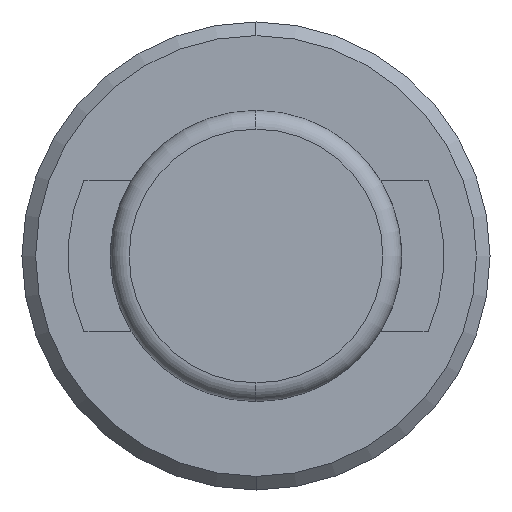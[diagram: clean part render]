
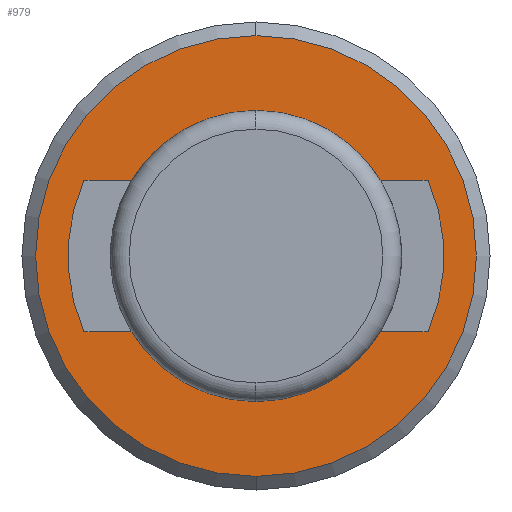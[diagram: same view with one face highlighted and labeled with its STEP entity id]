
A CAD part, left-side view. The second image highlights one B-rep face of the part: STEP entity #979.
In plain terms, the highlighted planar face has unit normal (-1, 0, 0).
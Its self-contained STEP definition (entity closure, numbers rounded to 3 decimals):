
#10 = EDGE_CURVE ( 'NONE', #876, #894, #1144, .T. ) ;
#38 = CARTESIAN_POINT ( 'NONE',  ( 36.1, 0., 8.05 ) ) ;
#74 = DIRECTION ( 'NONE',  ( 0., 0., 1. ) ) ;
#75 = VECTOR ( 'NONE', #206, 1000. ) ;
#84 = CARTESIAN_POINT ( 'NONE',  ( 36.1, -18.308, 8.05 ) ) ;
#87 = CARTESIAN_POINT ( 'NONE',  ( 36.1, 0., 8.05 ) ) ;
#88 = VERTEX_POINT ( 'NONE', #618 ) ;
#106 = AXIS2_PLACEMENT_3D ( 'NONE', #1114, #1339, #374 ) ;
#109 = VERTEX_POINT ( 'NONE', #256 ) ;
#148 = VECTOR ( 'NONE', #845, 1000. ) ;
#150 = CARTESIAN_POINT ( 'NONE',  ( 36.1, 13.246, -8.05 ) ) ;
#165 = VECTOR ( 'NONE', #820, 1000. ) ;
#178 = ORIENTED_EDGE ( 'NONE', *, *, #390, .T. ) ;
#206 = DIRECTION ( 'NONE',  ( 0., 1., 0. ) ) ;
#211 = EDGE_CURVE ( 'NONE', #959, #1221, #471, .T. ) ;
#222 = AXIS2_PLACEMENT_3D ( 'NONE', #1277, #616, #1391 ) ;
#235 = CIRCLE ( 'NONE', #1149, 15.5 ) ;
#256 = CARTESIAN_POINT ( 'NONE',  ( 36.1, 0., 23.45 ) ) ;
#259 = VERTEX_POINT ( 'NONE', #150 ) ;
#275 = CARTESIAN_POINT ( 'NONE',  ( 36.1, 0., 0. ) ) ;
#286 = CARTESIAN_POINT ( 'NONE',  ( 36.1, -13.246, -8.05 ) ) ;
#295 = CARTESIAN_POINT ( 'NONE',  ( 36.1, 0., -8.05 ) ) ;
#315 = EDGE_LOOP ( 'NONE', ( #769, #1338, #178, #905, #488, #1345, #811, #658, #954, #1374 ) ) ;
#324 = EDGE_CURVE ( 'NONE', #109, #1169, #1294, .T. ) ;
#330 = LINE ( 'NONE', #87, #623 ) ;
#332 = VERTEX_POINT ( 'NONE', #1165 ) ;
#350 = VERTEX_POINT ( 'NONE', #84 ) ;
#374 = DIRECTION ( 'NONE',  ( 0., 0., 1. ) ) ;
#377 = CARTESIAN_POINT ( 'NONE',  ( 36.1, -18.308, -8.05 ) ) ;
#390 = EDGE_CURVE ( 'NONE', #259, #876, #1218, .T. ) ;
#391 = DIRECTION ( 'NONE',  ( 0., 0., 1. ) ) ;
#408 = DIRECTION ( 'NONE',  ( 0., 0., -1. ) ) ;
#441 = CIRCLE ( 'NONE', #462, 15.5 ) ;
#449 = CARTESIAN_POINT ( 'NONE',  ( 36.1, 0., 0. ) ) ;
#462 = AXIS2_PLACEMENT_3D ( 'NONE', #1416, #742, #74 ) ;
#464 = LINE ( 'NONE', #38, #165 ) ;
#470 = DIRECTION ( 'NONE',  ( 1., 0., 0. ) ) ;
#471 = CIRCLE ( 'NONE', #1026, 15.5 ) ;
#488 = ORIENTED_EDGE ( 'NONE', *, *, #1293, .T. ) ;
#491 = DIRECTION ( 'NONE',  ( -1., 0., 0. ) ) ;
#522 = CARTESIAN_POINT ( 'NONE',  ( 36.1, 0., -23.45 ) ) ;
#530 = CARTESIAN_POINT ( 'NONE',  ( 36.1, 0., -15.5 ) ) ;
#557 = DIRECTION ( 'NONE',  ( 0., 0., 1. ) ) ;
#609 = EDGE_CURVE ( 'NONE', #909, #332, #235, .T. ) ;
#616 = DIRECTION ( 'NONE',  ( 1., 0., 0. ) ) ;
#617 = DIRECTION ( 'NONE',  ( -1., 0., 0. ) ) ;
#618 = CARTESIAN_POINT ( 'NONE',  ( 36.1, -13.246, 8.05 ) ) ;
#620 = PLANE ( 'NONE',  #1128 ) ;
#623 = VECTOR ( 'NONE', #754, 1000. ) ;
#657 = EDGE_CURVE ( 'NONE', #1221, #259, #1084, .T. ) ;
#658 = ORIENTED_EDGE ( 'NONE', *, *, #800, .T. ) ;
#689 = DIRECTION ( 'NONE',  ( 0., 0., 1. ) ) ;
#732 = DIRECTION ( 'NONE',  ( 0., 0., 1. ) ) ;
#742 = DIRECTION ( 'NONE',  ( 1., 0., 0. ) ) ;
#743 = ORIENTED_EDGE ( 'NONE', *, *, #1394, .T. ) ;
#754 = DIRECTION ( 'NONE',  ( 0., -1., 0. ) ) ;
#759 = EDGE_CURVE ( 'NONE', #332, #88, #441, .T. ) ;
#763 = CARTESIAN_POINT ( 'NONE',  ( 36.1, 0., 0. ) ) ;
#765 = CARTESIAN_POINT ( 'NONE',  ( 36.1, 18.308, -8.05 ) ) ;
#769 = ORIENTED_EDGE ( 'NONE', *, *, #211, .T. ) ;
#777 = LINE ( 'NONE', #295, #148 ) ;
#800 = EDGE_CURVE ( 'NONE', #88, #350, #330, .T. ) ;
#801 = CARTESIAN_POINT ( 'NONE',  ( 36.1, 0., 0. ) ) ;
#811 = ORIENTED_EDGE ( 'NONE', *, *, #759, .T. ) ;
#820 = DIRECTION ( 'NONE',  ( 0., -1., 0. ) ) ;
#830 = CARTESIAN_POINT ( 'NONE',  ( 36.1, 13.246, 8.05 ) ) ;
#845 = DIRECTION ( 'NONE',  ( 0., 1., 0. ) ) ;
#876 = VERTEX_POINT ( 'NONE', #765 ) ;
#894 = VERTEX_POINT ( 'NONE', #1263 ) ;
#905 = ORIENTED_EDGE ( 'NONE', *, *, #10, .T. ) ;
#909 = VERTEX_POINT ( 'NONE', #830 ) ;
#914 = CIRCLE ( 'NONE', #222, 20. ) ;
#954 = ORIENTED_EDGE ( 'NONE', *, *, #1443, .T. ) ;
#959 = VERTEX_POINT ( 'NONE', #286 ) ;
#979 = ADVANCED_FACE ( 'NONE', ( #1335, #1036 ), #620, .T. ) ;
#988 = EDGE_CURVE ( 'NONE', #1351, #959, #777, .T. ) ;
#989 = CIRCLE ( 'NONE', #1360, 23.45 ) ;
#1017 = AXIS2_PLACEMENT_3D ( 'NONE', #449, #1216, #557 ) ;
#1026 = AXIS2_PLACEMENT_3D ( 'NONE', #801, #470, #689 ) ;
#1036 = FACE_OUTER_BOUND ( 'NONE', #1409, .T. ) ;
#1051 = DIRECTION ( 'NONE',  ( 1., 0., 0. ) ) ;
#1084 = CIRCLE ( 'NONE', #1017, 15.5 ) ;
#1114 = CARTESIAN_POINT ( 'NONE',  ( 36.1, 0., 0. ) ) ;
#1128 = AXIS2_PLACEMENT_3D ( 'NONE', #1283, #1399, #732 ) ;
#1139 = CARTESIAN_POINT ( 'NONE',  ( 36.1, 0., -8.05 ) ) ;
#1144 = CIRCLE ( 'NONE', #106, 20. ) ;
#1149 = AXIS2_PLACEMENT_3D ( 'NONE', #275, #1051, #391 ) ;
#1154 = CARTESIAN_POINT ( 'NONE',  ( 36.1, 0., 0. ) ) ;
#1165 = CARTESIAN_POINT ( 'NONE',  ( 36.1, 0., 15.5 ) ) ;
#1169 = VERTEX_POINT ( 'NONE', #522 ) ;
#1216 = DIRECTION ( 'NONE',  ( 1., 0., 0. ) ) ;
#1218 = LINE ( 'NONE', #1139, #75 ) ;
#1221 = VERTEX_POINT ( 'NONE', #530 ) ;
#1263 = CARTESIAN_POINT ( 'NONE',  ( 36.1, 18.308, 8.05 ) ) ;
#1264 = DIRECTION ( 'NONE',  ( 0., 0., -1. ) ) ;
#1277 = CARTESIAN_POINT ( 'NONE',  ( 36.1, 0., 0. ) ) ;
#1283 = CARTESIAN_POINT ( 'NONE',  ( 36.1, -23.731, -23.731 ) ) ;
#1293 = EDGE_CURVE ( 'NONE', #894, #909, #464, .T. ) ;
#1294 = CIRCLE ( 'NONE', #1309, 23.45 ) ;
#1309 = AXIS2_PLACEMENT_3D ( 'NONE', #763, #617, #408 ) ;
#1335 = FACE_BOUND ( 'NONE', #315, .T. ) ;
#1338 = ORIENTED_EDGE ( 'NONE', *, *, #657, .T. ) ;
#1339 = DIRECTION ( 'NONE',  ( 1., 0., 0. ) ) ;
#1345 = ORIENTED_EDGE ( 'NONE', *, *, #609, .T. ) ;
#1351 = VERTEX_POINT ( 'NONE', #377 ) ;
#1360 = AXIS2_PLACEMENT_3D ( 'NONE', #1154, #491, #1264 ) ;
#1374 = ORIENTED_EDGE ( 'NONE', *, *, #988, .T. ) ;
#1379 = ORIENTED_EDGE ( 'NONE', *, *, #324, .T. ) ;
#1391 = DIRECTION ( 'NONE',  ( 0., 0., 1. ) ) ;
#1394 = EDGE_CURVE ( 'NONE', #1169, #109, #989, .T. ) ;
#1399 = DIRECTION ( 'NONE',  ( -1., 0., 0. ) ) ;
#1409 = EDGE_LOOP ( 'NONE', ( #743, #1379 ) ) ;
#1416 = CARTESIAN_POINT ( 'NONE',  ( 36.1, 0., 0. ) ) ;
#1443 = EDGE_CURVE ( 'NONE', #350, #1351, #914, .T. ) ;
